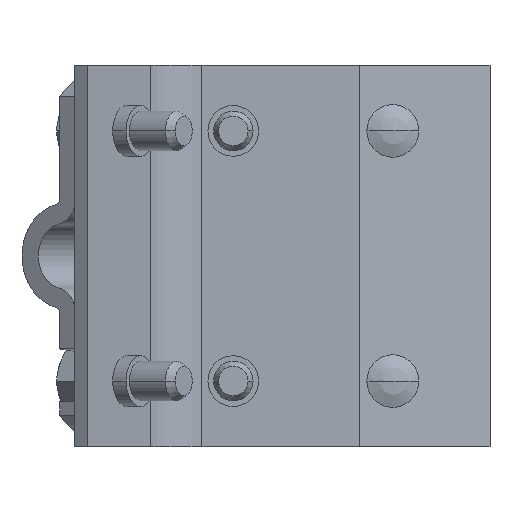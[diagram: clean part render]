
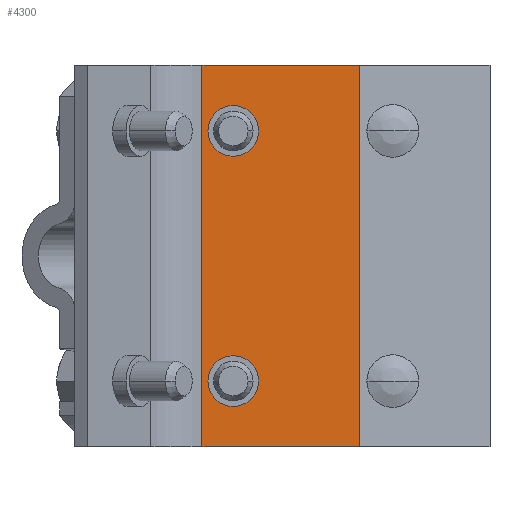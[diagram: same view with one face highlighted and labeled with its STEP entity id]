
A CAD part, left-side view. The second image highlights one B-rep face of the part: STEP entity #4300.
In plain terms, the highlighted planar face has unit normal (-1, 0, 0).
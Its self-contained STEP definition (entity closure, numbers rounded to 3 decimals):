
#120=CARTESIAN_POINT('',(-2.5,19.781,0.));
#130=VERTEX_POINT('',#120);
#160=CARTESIAN_POINT('',(-2.5,0.,0.));
#170=DIRECTION('',(0.,1.,0.));
#180=VECTOR('',#170,1.);
#190=LINE('',#160,#180);
#200=CARTESIAN_POINT('',(-2.5,43.753,0.));
#210=VERTEX_POINT('',#200);
#220=EDGE_CURVE('',#130,#210,#190,.T.);
#1600=CARTESIAN_POINT('',(-2.5,43.753,-58.));
#1610=VERTEX_POINT('',#1600);
#1640=CARTESIAN_POINT('',(-2.5,0.,-58.));
#1650=DIRECTION('',(0.,1.,0.));
#1660=VECTOR('',#1650,1.);
#1670=LINE('',#1640,#1660);
#1680=CARTESIAN_POINT('',(-2.5,19.781,-58.));
#1690=VERTEX_POINT('',#1680);
#1700=EDGE_CURVE('',#1690,#1610,#1670,.T.);
#3790=CARTESIAN_POINT('',(-2.5,43.753,0.));
#3800=DIRECTION('',(-1.,0.,0.));
#3810=DIRECTION('',(0.,1.,0.));
#3820=AXIS2_PLACEMENT_3D('',#3790,#3800,#3810);
#3830=PLANE('',#3820);
#3840=CARTESIAN_POINT('',(-2.5,19.781,0.));
#3850=DIRECTION('',(0.,0.,-1.));
#3860=VECTOR('',#3850,1.);
#3870=LINE('',#3840,#3860);
#3880=EDGE_CURVE('',#130,#1690,#3870,.T.);
#3890=ORIENTED_EDGE('',*,*,#3880,.F.);
#3900=ORIENTED_EDGE('',*,*,#1700,.F.);
#3910=CARTESIAN_POINT('',(-2.5,43.753,0.));
#3920=DIRECTION('',(0.,0.,-1.));
#3930=VECTOR('',#3920,1.);
#3940=LINE('',#3910,#3930);
#3950=EDGE_CURVE('',#210,#1610,#3940,.T.);
#3960=ORIENTED_EDGE('',*,*,#3950,.T.);
#3970=ORIENTED_EDGE('',*,*,#220,.T.);
#3980=EDGE_LOOP('',(#3970,#3960,#3900,#3890));
#3990=FACE_OUTER_BOUND('',#3980,.T.);
#4000=CARTESIAN_POINT('',(-2.5,39.,-10.));
#4010=DIRECTION('',(-1.,0.,0.));
#4020=DIRECTION('',(0.,1.,0.));
#4030=AXIS2_PLACEMENT_3D('',#4000,#4010,#4020);
#4040=CIRCLE('',#4030,3.85);
#4050=CARTESIAN_POINT('',(-2.5,42.85,-10.));
#4060=VERTEX_POINT('',#4050);
#4070=CARTESIAN_POINT('',(-2.5,35.15,-10.));
#4080=VERTEX_POINT('',#4070);
#4090=EDGE_CURVE('',#4060,#4080,#4040,.T.);
#4100=ORIENTED_EDGE('',*,*,#4090,.F.);
#4110=EDGE_CURVE('',#4080,#4060,#4040,.T.);
#4120=ORIENTED_EDGE('',*,*,#4110,.F.);
#4130=EDGE_LOOP('',(#4120,#4100));
#4140=FACE_BOUND('',#4130,.T.);
#4150=CARTESIAN_POINT('',(-2.5,39.,-48.));
#4160=DIRECTION('',(-1.,0.,0.));
#4170=DIRECTION('',(0.,1.,0.));
#4180=AXIS2_PLACEMENT_3D('',#4150,#4160,#4170);
#4190=CIRCLE('',#4180,3.85);
#4200=CARTESIAN_POINT('',(-2.5,42.85,-48.));
#4210=VERTEX_POINT('',#4200);
#4220=CARTESIAN_POINT('',(-2.5,35.15,-48.));
#4230=VERTEX_POINT('',#4220);
#4240=EDGE_CURVE('',#4210,#4230,#4190,.T.);
#4250=ORIENTED_EDGE('',*,*,#4240,.F.);
#4260=EDGE_CURVE('',#4230,#4210,#4190,.T.);
#4270=ORIENTED_EDGE('',*,*,#4260,.F.);
#4280=EDGE_LOOP('',(#4270,#4250));
#4290=FACE_BOUND('',#4280,.T.);
#4300=ADVANCED_FACE('',(#3990,#4140,#4290),#3830,.T.);
